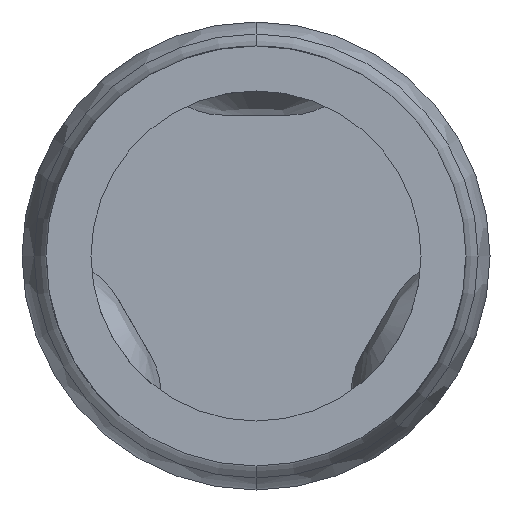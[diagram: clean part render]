
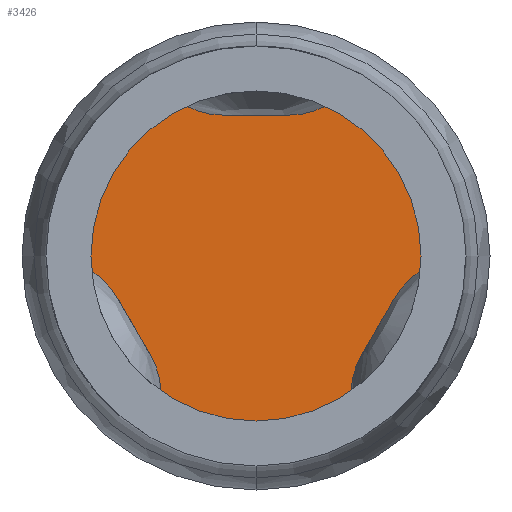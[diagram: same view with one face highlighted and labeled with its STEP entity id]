
A CAD part, front view. The second image highlights one B-rep face of the part: STEP entity #3426.
In plain terms, the highlighted planar face has unit normal (0, -1, 0).
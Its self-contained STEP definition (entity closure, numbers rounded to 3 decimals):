
#43 = AXIS2_PLACEMENT_3D ( 'NONE', #5526, #1552, #3895 ) ;
#758 = DIRECTION ( 'NONE',  ( 0., 0., 1. ) ) ;
#837 = CARTESIAN_POINT ( 'NONE',  ( 0., -27.8, 0. ) ) ;
#871 = ORIENTED_EDGE ( 'NONE', *, *, #5259, .F. ) ;
#1018 = EDGE_LOOP ( 'NONE', ( #871, #5176 ) ) ;
#1122 = CARTESIAN_POINT ( 'NONE',  ( 0., -27.8, 0.276 ) ) ;
#1178 = AXIS2_PLACEMENT_3D ( 'NONE', #5014, #1956, #3311 ) ;
#1218 = PLANE ( 'NONE',  #2002 ) ;
#1552 = DIRECTION ( 'NONE',  ( 0., 1., 0. ) ) ;
#1956 = DIRECTION ( 'NONE',  ( 0., 1., 0. ) ) ;
#2002 = AXIS2_PLACEMENT_3D ( 'NONE', #837, #2522, #758 ) ;
#2522 = DIRECTION ( 'NONE',  ( 0., 1., 0. ) ) ;
#2944 = CARTESIAN_POINT ( 'NONE',  ( 0., -27.8, -0.276 ) ) ;
#3311 = DIRECTION ( 'NONE',  ( 0., 0., -1. ) ) ;
#3426 = ADVANCED_FACE ( 'Defeature ausgef�hrt1_43', ( #5049 ), #1218, .F. ) ;
#3685 = VERTEX_POINT ( 'NONE', #1122 ) ;
#3706 = CIRCLE ( 'NONE', #1178, 0.276 ) ;
#3785 = EDGE_CURVE ( 'Defeature ausgef�hrt1_0+Defeature ausgef�hrt1_43+Defeature ausgef�hrt1_43+Defeature ausgef�hrt1_43', #5004, #3685, #5179, .T. ) ;
#3895 = DIRECTION ( 'NONE',  ( 0., 0., -1. ) ) ;
#5004 = VERTEX_POINT ( 'NONE', #2944 ) ;
#5014 = CARTESIAN_POINT ( 'NONE',  ( 0., -27.8, 0. ) ) ;
#5049 = FACE_OUTER_BOUND ( 'NONE', #1018, .T. ) ;
#5176 = ORIENTED_EDGE ( 'NONE', *, *, #3785, .F. ) ;
#5179 = CIRCLE ( 'NONE', #43, 0.276 ) ;
#5259 = EDGE_CURVE ( 'Defeature ausgef�hrt1_0+Defeature ausgef�hrt1_43+Defeature ausgef�hrt1_43+Defeature ausgef�hrt1_43', #3685, #5004, #3706, .T. ) ;
#5526 = CARTESIAN_POINT ( 'NONE',  ( 0., -27.8, 0. ) ) ;
